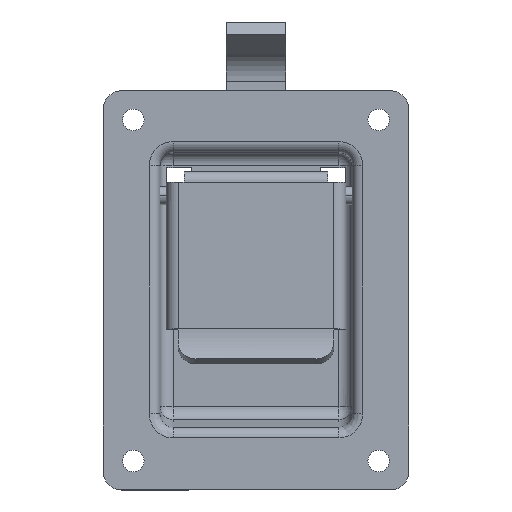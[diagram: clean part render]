
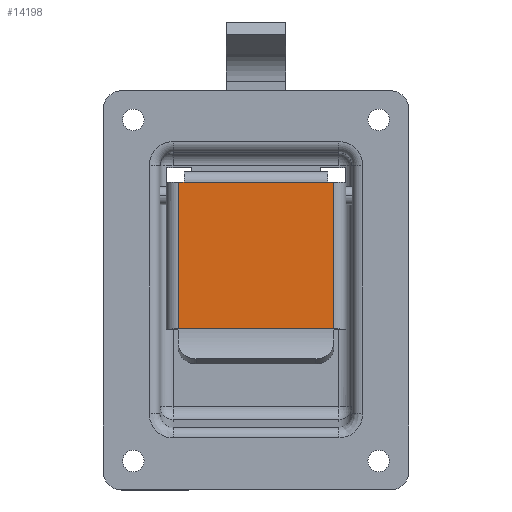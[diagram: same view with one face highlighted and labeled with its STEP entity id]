
A CAD part, top view. The second image highlights one B-rep face of the part: STEP entity #14198.
In plain terms, the highlighted face is planar.
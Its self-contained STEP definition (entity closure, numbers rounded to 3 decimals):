
#178 = ORIENTED_EDGE ( 'NONE', *, *, #21908, .T. ) ;
#1023 = VERTEX_POINT ( 'NONE', #5807 ) ;
#1630 = CARTESIAN_POINT ( 'NONE',  ( 13.003, 4.251, 12.25 ) ) ;
#1831 = ORIENTED_EDGE ( 'NONE', *, *, #7397, .F. ) ;
#2236 = EDGE_CURVE ( 'NONE', #15229, #10848, #3032, .T. ) ;
#2634 = VERTEX_POINT ( 'NONE', #5936 ) ;
#2663 = ORIENTED_EDGE ( 'NONE', *, *, #4721, .T. ) ;
#3032 = LINE ( 'NONE', #15066, #4385 ) ;
#3908 = LINE ( 'NONE', #12996, #6051 ) ;
#4226 = LINE ( 'NONE', #18933, #10906 ) ;
#4385 = VECTOR ( 'NONE', #6463, 1000. ) ;
#4721 = EDGE_CURVE ( 'NONE', #1023, #10848, #10980, .T. ) ;
#5807 = CARTESIAN_POINT ( 'NONE',  ( 13.003, 4.251, 12.25 ) ) ;
#5936 = CARTESIAN_POINT ( 'NONE',  ( -12.997, 4.251, 12.25 ) ) ;
#6051 = VECTOR ( 'NONE', #21647, 1000. ) ;
#6226 = EDGE_LOOP ( 'NONE', ( #19489, #1831, #178, #10850, #2663, #21637, #17252 ) ) ;
#6463 = DIRECTION ( 'NONE',  ( 1., 0., 0. ) ) ;
#7397 = EDGE_CURVE ( 'NONE', #2634, #9589, #3908, .T. ) ;
#7435 = CARTESIAN_POINT ( 'NONE',  ( 12., 4.251, -12.25 ) ) ;
#8038 = VECTOR ( 'NONE', #11741, 1000. ) ;
#8559 = PLANE ( 'NONE',  #12398 ) ;
#8686 = DIRECTION ( 'NONE',  ( 1., 0., 0. ) ) ;
#8908 = DIRECTION ( 'NONE',  ( 1., 0., 0. ) ) ;
#9293 = EDGE_CURVE ( 'NONE', #21374, #1023, #11878, .T. ) ;
#9589 = VERTEX_POINT ( 'NONE', #17958 ) ;
#10848 = VERTEX_POINT ( 'NONE', #21491 ) ;
#10850 = ORIENTED_EDGE ( 'NONE', *, *, #9293, .T. ) ;
#10906 = VECTOR ( 'NONE', #8908, 1000. ) ;
#10980 = LINE ( 'NONE', #19757, #8038 ) ;
#11741 = DIRECTION ( 'NONE',  ( 0., 0., -1. ) ) ;
#11878 = LINE ( 'NONE', #17199, #15091 ) ;
#12231 = VECTOR ( 'NONE', #16039, 1000. ) ;
#12398 = AXIS2_PLACEMENT_3D ( 'NONE', #1630, #20382, #15443 ) ;
#12996 = CARTESIAN_POINT ( 'NONE',  ( -12.997, 4.251, 12.25 ) ) ;
#13042 = LINE ( 'NONE', #21279, #15945 ) ;
#13945 = VERTEX_POINT ( 'NONE', #18273 ) ;
#14198 = ADVANCED_FACE ( 'NONE', ( #21220 ), #8559, .T. ) ;
#15066 = CARTESIAN_POINT ( 'NONE',  ( 13.003, 4.251, -12.25 ) ) ;
#15091 = VECTOR ( 'NONE', #8686, 1000. ) ;
#15229 = VERTEX_POINT ( 'NONE', #7435 ) ;
#15443 = DIRECTION ( 'NONE',  ( -1., 0., 0. ) ) ;
#15945 = VECTOR ( 'NONE', #20076, 1000. ) ;
#16039 = DIRECTION ( 'NONE',  ( -1., 0., 0. ) ) ;
#17199 = CARTESIAN_POINT ( 'NONE',  ( 13.003, 4.251, 12.25 ) ) ;
#17252 = ORIENTED_EDGE ( 'NONE', *, *, #20560, .T. ) ;
#17958 = CARTESIAN_POINT ( 'NONE',  ( -12.997, 4.251, -12.25 ) ) ;
#18273 = CARTESIAN_POINT ( 'NONE',  ( -12., 4.251, -12.25 ) ) ;
#18933 = CARTESIAN_POINT ( 'NONE',  ( 13.003, 4.251, -12.25 ) ) ;
#19262 = CARTESIAN_POINT ( 'NONE',  ( 12., 4.251, -12.25 ) ) ;
#19489 = ORIENTED_EDGE ( 'NONE', *, *, #20837, .F. ) ;
#19757 = CARTESIAN_POINT ( 'NONE',  ( 13.003, 4.251, 12.25 ) ) ;
#20076 = DIRECTION ( 'NONE',  ( 1., 0., 0. ) ) ;
#20382 = DIRECTION ( 'NONE',  ( 0., 1., 0. ) ) ;
#20539 = LINE ( 'NONE', #19262, #12231 ) ;
#20560 = EDGE_CURVE ( 'NONE', #15229, #13945, #20539, .T. ) ;
#20837 = EDGE_CURVE ( 'NONE', #9589, #13945, #4226, .T. ) ;
#21156 = CARTESIAN_POINT ( 'NONE',  ( 13., 4.251, 12.25 ) ) ;
#21220 = FACE_OUTER_BOUND ( 'NONE', #6226, .T. ) ;
#21279 = CARTESIAN_POINT ( 'NONE',  ( 13.003, 4.251, 12.25 ) ) ;
#21374 = VERTEX_POINT ( 'NONE', #21156 ) ;
#21491 = CARTESIAN_POINT ( 'NONE',  ( 13.003, 4.251, -12.25 ) ) ;
#21637 = ORIENTED_EDGE ( 'NONE', *, *, #2236, .F. ) ;
#21647 = DIRECTION ( 'NONE',  ( 0., 0., -1. ) ) ;
#21908 = EDGE_CURVE ( 'NONE', #2634, #21374, #13042, .T. ) ;
